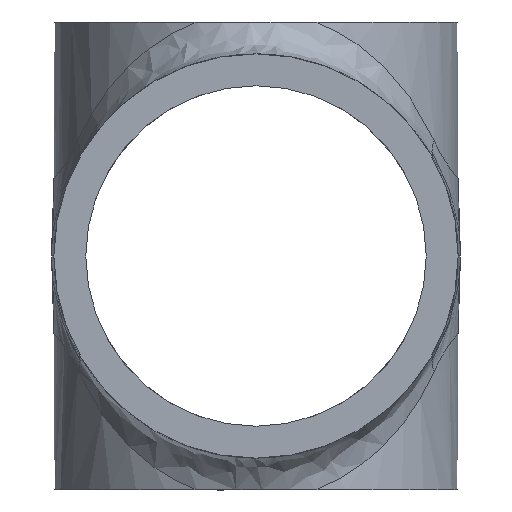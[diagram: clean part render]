
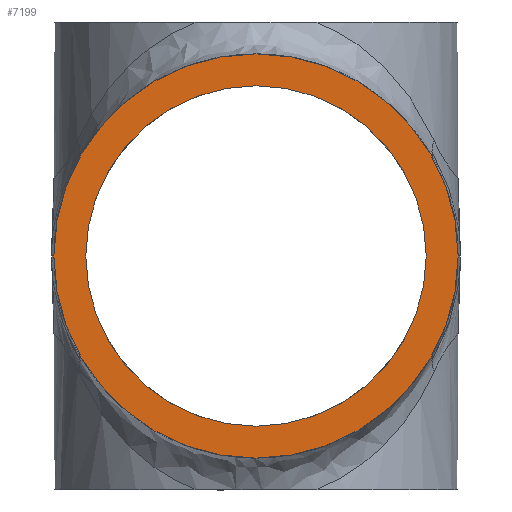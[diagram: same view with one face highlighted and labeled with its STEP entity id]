
A CAD part, left-side view. The second image highlights one B-rep face of the part: STEP entity #7199.
In plain terms, the highlighted planar face has unit normal (-1, 0, 0).
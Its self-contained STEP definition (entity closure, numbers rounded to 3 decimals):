
#5947=CARTESIAN_POINT('',(-35.,-8.0,0.0));
#5948=VERTEX_POINT('',#5947);
#5949=CARTESIAN_POINT('',(-35.,0.0,0.0));
#5950=DIRECTION('',(-1.0,0.0,0.0));
#5951=DIRECTION('',(0.0,-1.0,0.0));
#5952=AXIS2_PLACEMENT_3D('',#5949,#5950,#5951);
#5953=CIRCLE('',#5952,8.0);
#5954=EDGE_CURVE('',#5948,#5948,#5953,.T.);
#7059=CARTESIAN_POINT('',(-35.,-9.5,0.0));
#7060=VERTEX_POINT('',#7059);
#7061=CARTESIAN_POINT('',(-35.,0.0,0.0));
#7062=DIRECTION('',(-1.0,0.0,0.0));
#7063=DIRECTION('',(0.0,-1.0,0.0));
#7064=AXIS2_PLACEMENT_3D('',#7061,#7062,#7063);
#7065=CIRCLE('',#7064,9.5);
#7066=EDGE_CURVE('',#7060,#7060,#7065,.T.);
#7188=CARTESIAN_POINT('',(-35.,-8.75,0.0));
#7189=DIRECTION('',(-1.0,0.0,0.0));
#7190=DIRECTION('',(0.0,0.0,1.0));
#7191=AXIS2_PLACEMENT_3D('',#7188,#7189,#7190);
#7192=PLANE('',#7191);
#7193=ORIENTED_EDGE('',*,*,#7066,.T.);
#7194=EDGE_LOOP('',(#7193));
#7195=FACE_OUTER_BOUND('',#7194,.T.);
#7196=ORIENTED_EDGE('',*,*,#5954,.F.);
#7197=EDGE_LOOP('',(#7196));
#7198=FACE_BOUND('',#7197,.T.);
#7199=ADVANCED_FACE('',(#7195,#7198),#7192,.T.);
